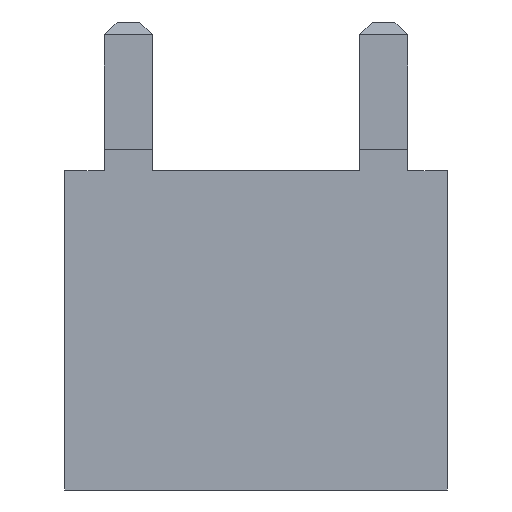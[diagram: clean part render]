
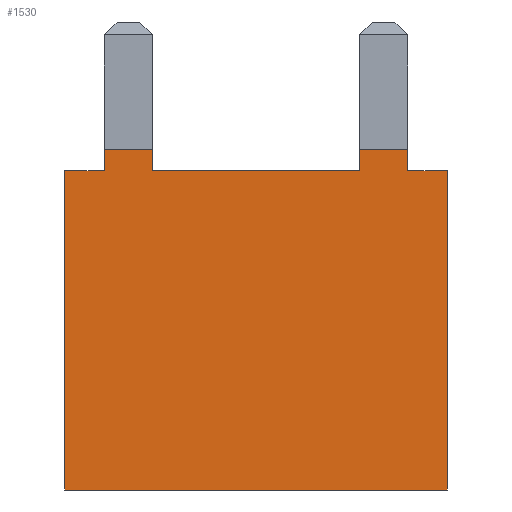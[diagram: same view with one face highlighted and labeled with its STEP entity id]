
A CAD part, left-side view. The second image highlights one B-rep face of the part: STEP entity #1530.
In plain terms, the highlighted planar face has unit normal (-1, 0, 0).
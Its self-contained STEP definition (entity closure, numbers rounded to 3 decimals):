
#20 = ORIENTED_EDGE ( 'NONE', *, *, #880, .F. ) ;
#37 = VECTOR ( 'NONE', #438, 1000. ) ;
#42 = CARTESIAN_POINT ( 'NONE',  ( -4.5, -3.565, 2. ) ) ;
#54 = CARTESIAN_POINT ( 'NONE',  ( -4.5, -2.435, 2.5 ) ) ;
#62 = DIRECTION ( 'NONE',  ( 0., -1., 0. ) ) ;
#64 = VERTEX_POINT ( 'NONE', #1473 ) ;
#68 = CARTESIAN_POINT ( 'NONE',  ( -4.5, -4.5, 2. ) ) ;
#84 = CARTESIAN_POINT ( 'NONE',  ( -4.5, 2.435, 2. ) ) ;
#94 = VECTOR ( 'NONE', #205, 1000. ) ;
#124 = VERTEX_POINT ( 'NONE', #265 ) ;
#134 = VECTOR ( 'NONE', #194, 1000. ) ;
#147 = DIRECTION ( 'NONE',  ( 0., 0., -1. ) ) ;
#148 = EDGE_CURVE ( 'NONE', #406, #1033, #782, .T. ) ;
#194 = DIRECTION ( 'NONE',  ( 0., 0., -1. ) ) ;
#202 = ORIENTED_EDGE ( 'NONE', *, *, #296, .F. ) ;
#205 = DIRECTION ( 'NONE',  ( 0., -1., 0. ) ) ;
#235 = LINE ( 'NONE', #502, #1144 ) ;
#240 = EDGE_LOOP ( 'NONE', ( #1567, #819, #1189, #202, #1299, #901, #1088, #20, #788, #1511, #1248, #1041 ) ) ;
#251 = DIRECTION ( 'NONE',  ( 0., 0., -1. ) ) ;
#253 = LINE ( 'NONE', #459, #1421 ) ;
#265 = CARTESIAN_POINT ( 'NONE',  ( -4.5, -2.435, 2. ) ) ;
#276 = VERTEX_POINT ( 'NONE', #42 ) ;
#296 = EDGE_CURVE ( 'NONE', #406, #64, #800, .T. ) ;
#304 = LINE ( 'NONE', #1374, #1290 ) ;
#312 = CARTESIAN_POINT ( 'NONE',  ( -4.5, 4.5, 2. ) ) ;
#332 = VERTEX_POINT ( 'NONE', #68 ) ;
#335 = CARTESIAN_POINT ( 'NONE',  ( -4.5, 3.565, 2. ) ) ;
#363 = DIRECTION ( 'NONE',  ( 0., 0., -1. ) ) ;
#369 = VECTOR ( 'NONE', #62, 1000. ) ;
#405 = EDGE_CURVE ( 'NONE', #518, #1033, #614, .T. ) ;
#406 = VERTEX_POINT ( 'NONE', #910 ) ;
#438 = DIRECTION ( 'NONE',  ( 0., -1., 0. ) ) ;
#459 = CARTESIAN_POINT ( 'NONE',  ( -4.5, -3.565, 2.5 ) ) ;
#471 = DIRECTION ( 'NONE',  ( 0., 0., -1. ) ) ;
#497 = VERTEX_POINT ( 'NONE', #1553 ) ;
#499 = CARTESIAN_POINT ( 'NONE',  ( -4.5, 3.565, 2.5 ) ) ;
#502 = CARTESIAN_POINT ( 'NONE',  ( -4.5, 2.435, 2.5 ) ) ;
#518 = VERTEX_POINT ( 'NONE', #837 ) ;
#534 = EDGE_CURVE ( 'NONE', #698, #276, #253, .T. ) ;
#547 = CARTESIAN_POINT ( 'NONE',  ( -4.5, 3.565, 2.5 ) ) ;
#561 = CARTESIAN_POINT ( 'NONE',  ( -4.5, 4.5, 2. ) ) ;
#588 = DIRECTION ( 'NONE',  ( 1., 0., 0. ) ) ;
#614 = LINE ( 'NONE', #312, #37 ) ;
#621 = CARTESIAN_POINT ( 'NONE',  ( -4.5, -4.5, 2. ) ) ;
#667 = CARTESIAN_POINT ( 'NONE',  ( -4.5, -2.435, 2.5 ) ) ;
#678 = DIRECTION ( 'NONE',  ( 0., -1., 0. ) ) ;
#698 = VERTEX_POINT ( 'NONE', #1583 ) ;
#709 = LINE ( 'NONE', #621, #1312 ) ;
#722 = FACE_OUTER_BOUND ( 'NONE', #240, .T. ) ;
#761 = VECTOR ( 'NONE', #678, 1000. ) ;
#769 = EDGE_CURVE ( 'NONE', #332, #497, #709, .T. ) ;
#782 = LINE ( 'NONE', #499, #1297 ) ;
#788 = ORIENTED_EDGE ( 'NONE', *, *, #769, .F. ) ;
#800 = LINE ( 'NONE', #547, #369 ) ;
#813 = PLANE ( 'NONE',  #1227 ) ;
#814 = EDGE_CURVE ( 'NONE', #64, #994, #235, .T. ) ;
#819 = ORIENTED_EDGE ( 'NONE', *, *, #1058, .F. ) ;
#837 = CARTESIAN_POINT ( 'NONE',  ( -4.5, 4.5, 2. ) ) ;
#848 = VERTEX_POINT ( 'NONE', #1148 ) ;
#869 = EDGE_CURVE ( 'NONE', #888, #698, #954, .T. ) ;
#880 = EDGE_CURVE ( 'NONE', #497, #848, #1402, .T. ) ;
#888 = VERTEX_POINT ( 'NONE', #1281 ) ;
#901 = ORIENTED_EDGE ( 'NONE', *, *, #405, .F. ) ;
#910 = CARTESIAN_POINT ( 'NONE',  ( -4.5, 3.565, 2.5 ) ) ;
#930 = CARTESIAN_POINT ( 'NONE',  ( -4.5, 4.5, 2. ) ) ;
#954 = LINE ( 'NONE', #667, #761 ) ;
#994 = VERTEX_POINT ( 'NONE', #84 ) ;
#1003 = DIRECTION ( 'NONE',  ( 0., 0., -1. ) ) ;
#1033 = VERTEX_POINT ( 'NONE', #335 ) ;
#1041 = ORIENTED_EDGE ( 'NONE', *, *, #869, .F. ) ;
#1055 = VECTOR ( 'NONE', #1422, 1000. ) ;
#1058 = EDGE_CURVE ( 'NONE', #994, #124, #1474, .T. ) ;
#1088 = ORIENTED_EDGE ( 'NONE', *, *, #1309, .T. ) ;
#1144 = VECTOR ( 'NONE', #147, 1000. ) ;
#1148 = CARTESIAN_POINT ( 'NONE',  ( -4.5, 4.5, -5.5 ) ) ;
#1189 = ORIENTED_EDGE ( 'NONE', *, *, #814, .F. ) ;
#1227 = AXIS2_PLACEMENT_3D ( 'NONE', #561, #588, #1428 ) ;
#1248 = ORIENTED_EDGE ( 'NONE', *, *, #534, .F. ) ;
#1268 = CARTESIAN_POINT ( 'NONE',  ( -4.5, 4.5, -5.5 ) ) ;
#1271 = DIRECTION ( 'NONE',  ( 0., 1., 0. ) ) ;
#1281 = CARTESIAN_POINT ( 'NONE',  ( -4.5, -2.435, 2.5 ) ) ;
#1290 = VECTOR ( 'NONE', #1003, 1000. ) ;
#1297 = VECTOR ( 'NONE', #363, 1000. ) ;
#1299 = ORIENTED_EDGE ( 'NONE', *, *, #148, .T. ) ;
#1309 = EDGE_CURVE ( 'NONE', #518, #848, #304, .T. ) ;
#1310 = LINE ( 'NONE', #54, #134 ) ;
#1312 = VECTOR ( 'NONE', #251, 1000. ) ;
#1374 = CARTESIAN_POINT ( 'NONE',  ( -4.5, 4.5, 2. ) ) ;
#1383 = LINE ( 'NONE', #1413, #1055 ) ;
#1402 = LINE ( 'NONE', #1268, #1454 ) ;
#1413 = CARTESIAN_POINT ( 'NONE',  ( -4.5, 4.5, 2. ) ) ;
#1421 = VECTOR ( 'NONE', #471, 1000. ) ;
#1422 = DIRECTION ( 'NONE',  ( 0., -1., 0. ) ) ;
#1428 = DIRECTION ( 'NONE',  ( 0., 1., 0. ) ) ;
#1429 = EDGE_CURVE ( 'NONE', #888, #124, #1310, .T. ) ;
#1454 = VECTOR ( 'NONE', #1271, 1000. ) ;
#1456 = EDGE_CURVE ( 'NONE', #276, #332, #1383, .T. ) ;
#1473 = CARTESIAN_POINT ( 'NONE',  ( -4.5, 2.435, 2.5 ) ) ;
#1474 = LINE ( 'NONE', #930, #94 ) ;
#1511 = ORIENTED_EDGE ( 'NONE', *, *, #1456, .F. ) ;
#1530 = ADVANCED_FACE ( 'NONE', ( #722 ), #813, .F. ) ;
#1553 = CARTESIAN_POINT ( 'NONE',  ( -4.5, -4.5, -5.5 ) ) ;
#1567 = ORIENTED_EDGE ( 'NONE', *, *, #1429, .T. ) ;
#1583 = CARTESIAN_POINT ( 'NONE',  ( -4.5, -3.565, 2.5 ) ) ;
